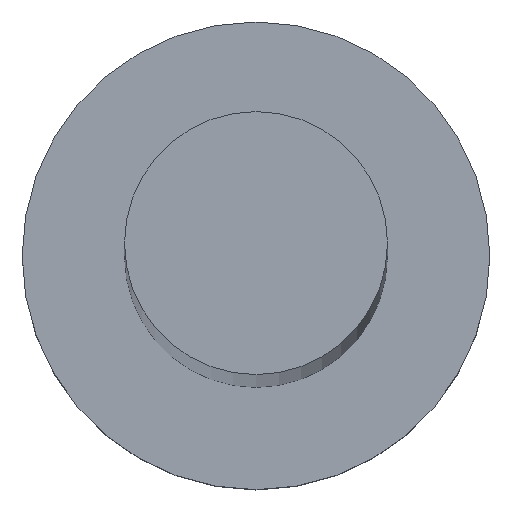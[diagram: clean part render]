
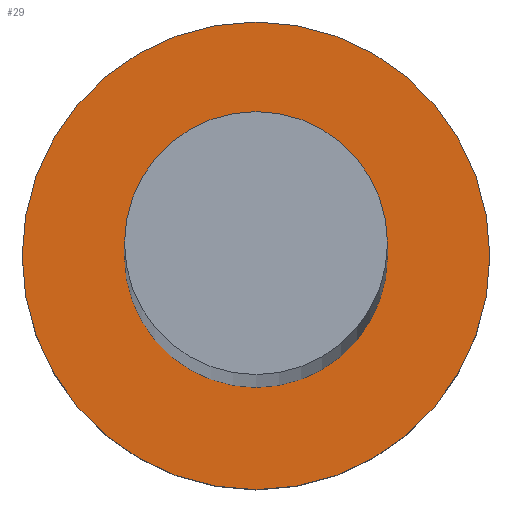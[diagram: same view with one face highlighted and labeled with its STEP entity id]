
A CAD part, top view. The second image highlights one B-rep face of the part: STEP entity #29.
In plain terms, the highlighted planar face has unit normal (0, 0, 1).
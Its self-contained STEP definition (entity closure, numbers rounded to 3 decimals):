
#9 = DIRECTION ( 'NONE',  ( 0., 0., 1. ) ) ;
#12 = AXIS2_PLACEMENT_3D ( 'NONE', #238, #65, #223 ) ;
#14 = ORIENTED_EDGE ( 'NONE', *, *, #224, .F. ) ;
#22 = CARTESIAN_POINT ( 'NONE',  ( -4., 0., 3. ) ) ;
#24 = DIRECTION ( 'NONE',  ( 1., 0., 0. ) ) ;
#28 = CARTESIAN_POINT ( 'NONE',  ( 0., 0., 3. ) ) ;
#29 = ADVANCED_FACE ( 'NONE', ( #182, #163 ), #64, .T. ) ;
#31 = AXIS2_PLACEMENT_3D ( 'NONE', #186, #107, #69 ) ;
#49 = EDGE_CURVE ( 'NONE', #226, #53, #58, .T. ) ;
#53 = VERTEX_POINT ( 'NONE', #22 ) ;
#58 = CIRCLE ( 'NONE', #195, 4. ) ;
#62 = CARTESIAN_POINT ( 'NONE',  ( 2.25, 0., 3. ) ) ;
#64 = PLANE ( 'NONE',  #156 ) ;
#65 = DIRECTION ( 'NONE',  ( 0., 0., 1. ) ) ;
#69 = DIRECTION ( 'NONE',  ( 1., 0., 0. ) ) ;
#86 = ORIENTED_EDGE ( 'NONE', *, *, #100, .T. ) ;
#93 = EDGE_CURVE ( 'NONE', #144, #241, #171, .T. ) ;
#96 = EDGE_LOOP ( 'NONE', ( #248, #14 ) ) ;
#100 = EDGE_CURVE ( 'NONE', #53, #226, #233, .T. ) ;
#107 = DIRECTION ( 'NONE',  ( 0., 0., 1. ) ) ;
#116 = DIRECTION ( 'NONE',  ( 0., 0., 1. ) ) ;
#131 = CARTESIAN_POINT ( 'NONE',  ( 0., 0., 3. ) ) ;
#134 = DIRECTION ( 'NONE',  ( 1., 0., 0. ) ) ;
#140 = CIRCLE ( 'NONE', #31, 2.25 ) ;
#144 = VERTEX_POINT ( 'NONE', #198 ) ;
#148 = AXIS2_PLACEMENT_3D ( 'NONE', #184, #9, #134 ) ;
#150 = ORIENTED_EDGE ( 'NONE', *, *, #49, .T. ) ;
#156 = AXIS2_PLACEMENT_3D ( 'NONE', #131, #243, #24 ) ;
#161 = EDGE_LOOP ( 'NONE', ( #86, #150 ) ) ;
#163 = FACE_OUTER_BOUND ( 'NONE', #161, .T. ) ;
#171 = CIRCLE ( 'NONE', #148, 2.25 ) ;
#182 = FACE_BOUND ( 'NONE', #96, .T. ) ;
#184 = CARTESIAN_POINT ( 'NONE',  ( 0., 0., 3. ) ) ;
#185 = DIRECTION ( 'NONE',  ( 1., 0., 0. ) ) ;
#186 = CARTESIAN_POINT ( 'NONE',  ( 0., 0., 3. ) ) ;
#195 = AXIS2_PLACEMENT_3D ( 'NONE', #28, #116, #185 ) ;
#198 = CARTESIAN_POINT ( 'NONE',  ( -2.25, 0., 3. ) ) ;
#223 = DIRECTION ( 'NONE',  ( 1., 0., 0. ) ) ;
#224 = EDGE_CURVE ( 'NONE', #241, #144, #140, .T. ) ;
#225 = CARTESIAN_POINT ( 'NONE',  ( 4., 0., 3. ) ) ;
#226 = VERTEX_POINT ( 'NONE', #225 ) ;
#233 = CIRCLE ( 'NONE', #12, 4. ) ;
#238 = CARTESIAN_POINT ( 'NONE',  ( 0., 0., 3. ) ) ;
#241 = VERTEX_POINT ( 'NONE', #62 ) ;
#243 = DIRECTION ( 'NONE',  ( 0., 0., 1. ) ) ;
#248 = ORIENTED_EDGE ( 'NONE', *, *, #93, .F. ) ;
